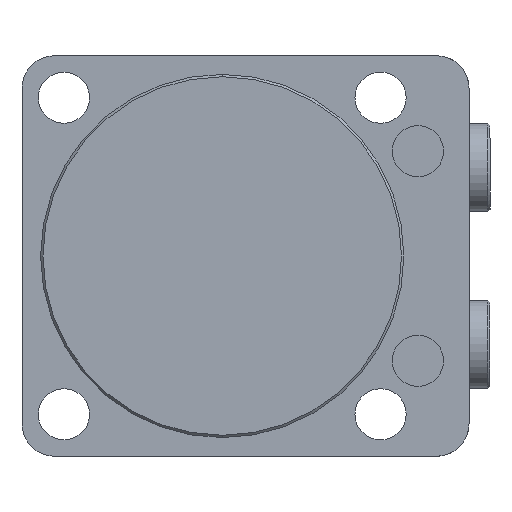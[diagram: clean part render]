
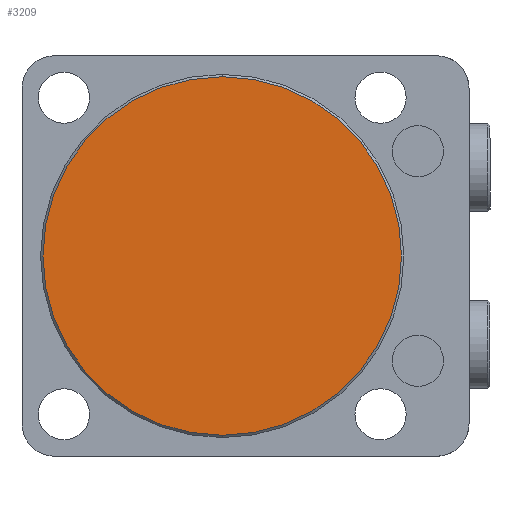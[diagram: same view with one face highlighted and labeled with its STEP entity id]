
A CAD part, front view. The second image highlights one B-rep face of the part: STEP entity #3209.
In plain terms, the highlighted planar face has unit normal (0, -1, 0).
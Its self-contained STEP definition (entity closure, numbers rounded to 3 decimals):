
#113 = DIRECTION ( 'NONE',  ( 0., 0., 1. ) ) ;
#114 = DIRECTION ( 'NONE',  ( 0., -1., 0. ) ) ;
#115 = CARTESIAN_POINT ( 'NONE',  ( 0., 0., 0. ) ) ;
#147 = EDGE_CURVE ( 'NONE', #1340, #1354, #2547, .T. ) ;
#319 = DIRECTION ( 'NONE',  ( 0., 0., 1. ) ) ;
#327 = CARTESIAN_POINT ( 'NONE',  ( 0., 0., 0. ) ) ;
#332 = DIRECTION ( 'NONE',  ( 0., -1., 0. ) ) ;
#390 = CARTESIAN_POINT ( 'NONE',  ( 0., 0., -38.5 ) ) ;
#415 = CARTESIAN_POINT ( 'NONE',  ( 0., 0., 38.5 ) ) ;
#586 = EDGE_LOOP ( 'NONE', ( #3376, #3375 ) ) ;
#1340 = VERTEX_POINT ( 'NONE', #415 ) ;
#1354 = VERTEX_POINT ( 'NONE', #390 ) ;
#1434 = EDGE_CURVE ( 'NONE', #1354, #1340, #2395, .T. ) ;
#1694 = DIRECTION ( 'NONE',  ( 0., 0., 1. ) ) ;
#1701 = DIRECTION ( 'NONE',  ( 0., 1., 0. ) ) ;
#1718 = PLANE ( 'NONE',  #3963 ) ;
#1739 = CARTESIAN_POINT ( 'NONE',  ( 0., 0., 0. ) ) ;
#2158 = FACE_OUTER_BOUND ( 'NONE', #586, .T. ) ;
#2395 = CIRCLE ( 'NONE', #3493, 38.5 ) ;
#2547 = CIRCLE ( 'NONE', #3509, 38.5 ) ;
#3209 = ADVANCED_FACE ( 'NONE', ( #2158 ), #1718, .F. ) ;
#3375 = ORIENTED_EDGE ( 'NONE', *, *, #1434, .T. ) ;
#3376 = ORIENTED_EDGE ( 'NONE', *, *, #147, .T. ) ;
#3493 = AXIS2_PLACEMENT_3D ( 'NONE', #115, #114, #113 ) ;
#3509 = AXIS2_PLACEMENT_3D ( 'NONE', #327, #332, #319 ) ;
#3963 = AXIS2_PLACEMENT_3D ( 'NONE', #1739, #1701, #1694 ) ;
